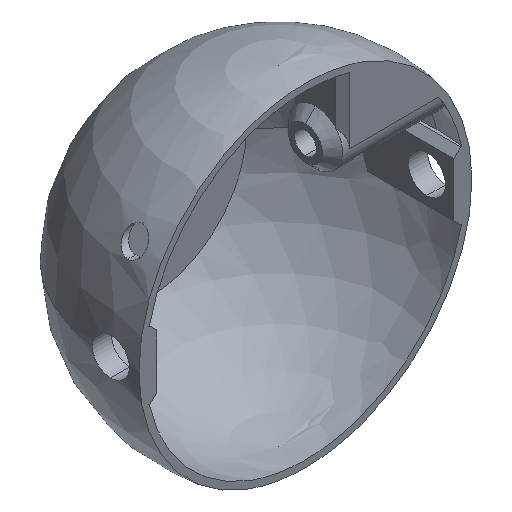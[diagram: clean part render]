
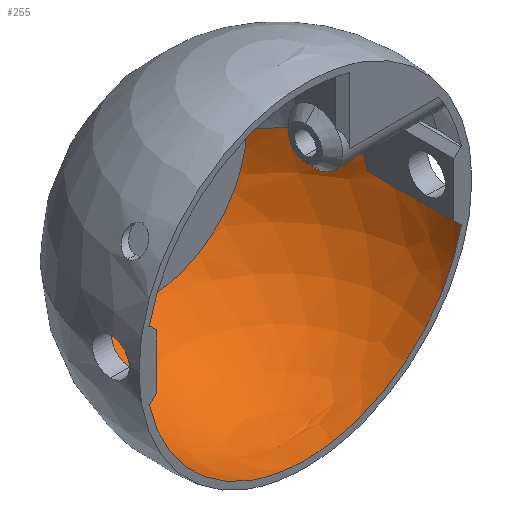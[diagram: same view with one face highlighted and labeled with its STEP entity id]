
A CAD part, isometric view. The second image highlights one B-rep face of the part: STEP entity #255.
In plain terms, the highlighted spherical face has radius 24.013 mm.
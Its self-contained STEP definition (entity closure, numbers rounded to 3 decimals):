
#17 = VERTEX_POINT ( 'NONE', #1512 ) ;
#54 = VERTEX_POINT ( 'NONE', #1810 ) ;
#101 = VERTEX_POINT ( 'NONE', #1591 ) ;
#180 = CIRCLE ( 'NONE', #291, 24.013 ) ;
#181 = VERTEX_POINT ( 'NONE', #1680 ) ;
#188 = EDGE_CURVE ( 'NONE', #17, #54, #1247, .T. ) ;
#221 = CIRCLE ( 'NONE', #331, 14.442 ) ;
#222 = VERTEX_POINT ( 'NONE', #1599 ) ;
#254 = CIRCLE ( 'NONE', #366, 24.013 ) ;
#255 = ADVANCED_FACE ( 'NONE', ( #1067 ), #1070, .F. ) ;
#260 = CIRCLE ( 'NONE', #382, 23.487 ) ;
#262 = VERTEX_POINT ( 'NONE', #1517 ) ;
#291 = AXIS2_PLACEMENT_3D ( 'NONE', #851, #848, #847 ) ;
#331 = AXIS2_PLACEMENT_3D ( 'NONE', #899, #897, #894 ) ;
#366 = AXIS2_PLACEMENT_3D ( 'NONE', #944, #943, #942 ) ;
#371 = EDGE_CURVE ( 'NONE', #17, #181, #803, .T. ) ;
#382 = AXIS2_PLACEMENT_3D ( 'NONE', #968, #967, #965 ) ;
#395 = EDGE_CURVE ( 'NONE', #222, #262, #763, .T. ) ;
#412 = EDGE_CURVE ( 'NONE', #101, #262, #736, .T. ) ;
#419 = VERTEX_POINT ( 'NONE', #1082 ) ;
#422 = EDGE_CURVE ( 'NONE', #101, #419, #711, .T. ) ;
#445 = EDGE_CURVE ( 'NONE', #1736, #419, #686, .T. ) ;
#514 = AXIS2_PLACEMENT_3D ( 'NONE', #886, #882, #865 ) ;
#533 = AXIS2_PLACEMENT_3D ( 'NONE', #970, #964, #953 ) ;
#549 = AXIS2_PLACEMENT_3D ( 'NONE', #1017, #1007, #1003 ) ;
#560 = AXIS2_PLACEMENT_3D ( 'NONE', #1108, #1105, #1103 ) ;
#562 = AXIS2_PLACEMENT_3D ( 'NONE', #1133, #1132, #1131 ) ;
#658 = CARTESIAN_POINT ( 'NONE',  ( 14.442, 19.185, 0. ) ) ;
#673 = CARTESIAN_POINT ( 'NONE',  ( 22., 9.625, 0. ) ) ;
#686 = CIRCLE ( 'NONE', #514, 9.625 ) ;
#711 = CIRCLE ( 'NONE', #533, 20.363 ) ;
#725 = CARTESIAN_POINT ( 'NONE',  ( -14.442, 19.185, 0. ) ) ;
#736 = CIRCLE ( 'NONE', #549, 23.487 ) ;
#763 = CIRCLE ( 'NONE', #560, 23.678 ) ;
#803 = CIRCLE ( 'NONE', #562, 20.363 ) ;
#847 = DIRECTION ( 'NONE',  ( 1., 0., 0. ) ) ;
#848 = DIRECTION ( 'NONE',  ( 0., 0., 1. ) ) ;
#849 = EDGE_CURVE ( 'NONE', #181, #222, #260, .T. ) ;
#851 = CARTESIAN_POINT ( 'NONE',  ( 0., 0., 0. ) ) ;
#865 = DIRECTION ( 'NONE',  ( 0., 0., -1. ) ) ;
#880 = EDGE_CURVE ( 'NONE', #1797, #1736, #254, .T. ) ;
#882 = DIRECTION ( 'NONE',  ( -1., 0., 0. ) ) ;
#886 = CARTESIAN_POINT ( 'NONE',  ( 22., 0., 0. ) ) ;
#894 = DIRECTION ( 'NONE',  ( 0., 0., -1. ) ) ;
#897 = DIRECTION ( 'NONE',  ( 0., -1., 0. ) ) ;
#899 = CARTESIAN_POINT ( 'NONE',  ( 0., 19.185, 0. ) ) ;
#916 = EDGE_CURVE ( 'NONE', #1480, #1797, #221, .T. ) ;
#938 = EDGE_CURVE ( 'NONE', #1480, #54, #180, .T. ) ;
#942 = DIRECTION ( 'NONE',  ( -1., 0., 0. ) ) ;
#943 = DIRECTION ( 'NONE',  ( 0., 0., -1. ) ) ;
#944 = CARTESIAN_POINT ( 'NONE',  ( 0., 0., 0. ) ) ;
#953 = DIRECTION ( 'NONE',  ( 0.707, 0., -0.707 ) ) ;
#964 = DIRECTION ( 'NONE',  ( 0.707, 0., 0.707 ) ) ;
#965 = DIRECTION ( 'NONE',  ( 0., 1., 0. ) ) ;
#967 = DIRECTION ( 'NONE',  ( 0., 0., 1. ) ) ;
#968 = CARTESIAN_POINT ( 'NONE',  ( 0., 0., -5. ) ) ;
#970 = CARTESIAN_POINT ( 'NONE',  ( 9., 0., 9. ) ) ;
#981 = AXIS2_PLACEMENT_3D ( 'NONE', #1495, #1510, #1491 ) ;
#1003 = DIRECTION ( 'NONE',  ( 0., -1., 0. ) ) ;
#1007 = DIRECTION ( 'NONE',  ( 0., 0., -1. ) ) ;
#1017 = CARTESIAN_POINT ( 'NONE',  ( 0., 0., -5. ) ) ;
#1054 = ORIENTED_EDGE ( 'NONE', *, *, #916, .F. ) ;
#1067 = FACE_OUTER_BOUND ( 'NONE', #1121, .T. ) ;
#1070 = SPHERICAL_SURFACE ( 'NONE', #981, 24.013 ) ;
#1082 = CARTESIAN_POINT ( 'NONE',  ( 22., 8.755, -4. ) ) ;
#1103 = DIRECTION ( 'NONE',  ( 0., 0., -1. ) ) ;
#1105 = DIRECTION ( 'NONE',  ( 0., -1., 0. ) ) ;
#1108 = CARTESIAN_POINT ( 'NONE',  ( 0., -4., 0. ) ) ;
#1121 = EDGE_LOOP ( 'NONE', ( #1054, #1122, #1145, #1151, #1167, #1183, #1189, #1237, #1257, #1596 ) ) ;
#1122 = ORIENTED_EDGE ( 'NONE', *, *, #938, .T. ) ;
#1131 = DIRECTION ( 'NONE',  ( -0.707, 0., -0.707 ) ) ;
#1132 = DIRECTION ( 'NONE',  ( -0.707, 0., 0.707 ) ) ;
#1133 = CARTESIAN_POINT ( 'NONE',  ( -9., 0., 9. ) ) ;
#1145 = ORIENTED_EDGE ( 'NONE', *, *, #188, .F. ) ;
#1151 = ORIENTED_EDGE ( 'NONE', *, *, #371, .T. ) ;
#1167 = ORIENTED_EDGE ( 'NONE', *, *, #849, .T. ) ;
#1183 = ORIENTED_EDGE ( 'NONE', *, *, #395, .T. ) ;
#1189 = ORIENTED_EDGE ( 'NONE', *, *, #412, .F. ) ;
#1237 = ORIENTED_EDGE ( 'NONE', *, *, #422, .T. ) ;
#1247 = CIRCLE ( 'NONE', #1260, 9.625 ) ;
#1257 = ORIENTED_EDGE ( 'NONE', *, *, #445, .F. ) ;
#1260 = AXIS2_PLACEMENT_3D ( 'NONE', #1660, #1617, #1613 ) ;
#1480 = VERTEX_POINT ( 'NONE', #725 ) ;
#1491 = DIRECTION ( 'NONE',  ( 1., 0., 0. ) ) ;
#1495 = CARTESIAN_POINT ( 'NONE',  ( 0., 0., 0. ) ) ;
#1510 = DIRECTION ( 'NONE',  ( 0., 0., 1. ) ) ;
#1512 = CARTESIAN_POINT ( 'NONE',  ( -22., 8.755, -4. ) ) ;
#1517 = CARTESIAN_POINT ( 'NONE',  ( 23.144, -4., -5. ) ) ;
#1591 = CARTESIAN_POINT ( 'NONE',  ( 23., 4.759, -5. ) ) ;
#1596 = ORIENTED_EDGE ( 'NONE', *, *, #880, .F. ) ;
#1599 = CARTESIAN_POINT ( 'NONE',  ( -23.144, -4., -5. ) ) ;
#1613 = DIRECTION ( 'NONE',  ( 0., 0., 1. ) ) ;
#1617 = DIRECTION ( 'NONE',  ( 1., 0., 0. ) ) ;
#1660 = CARTESIAN_POINT ( 'NONE',  ( -22., 0., 0. ) ) ;
#1680 = CARTESIAN_POINT ( 'NONE',  ( -23., 4.759, -5. ) ) ;
#1736 = VERTEX_POINT ( 'NONE', #673 ) ;
#1797 = VERTEX_POINT ( 'NONE', #658 ) ;
#1810 = CARTESIAN_POINT ( 'NONE',  ( -22., 9.625, 0. ) ) ;
